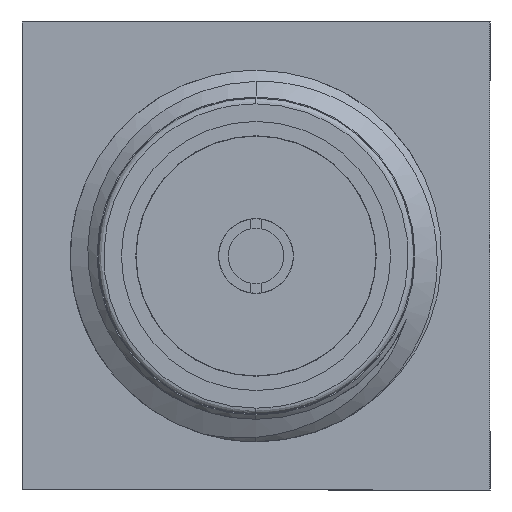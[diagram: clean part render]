
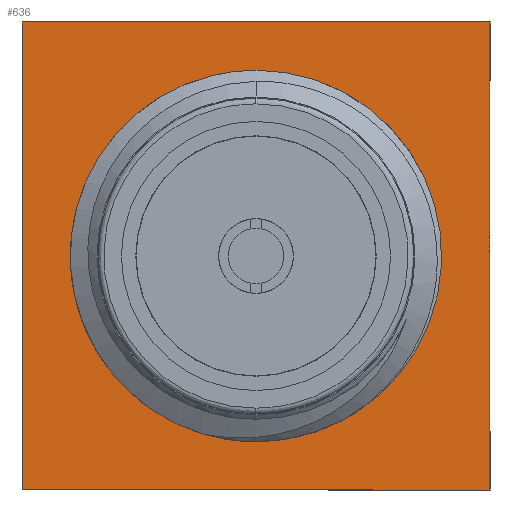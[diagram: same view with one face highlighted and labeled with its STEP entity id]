
A CAD part, left-side view. The second image highlights one B-rep face of the part: STEP entity #636.
In plain terms, the highlighted planar face has unit normal (-1, 0, 0).
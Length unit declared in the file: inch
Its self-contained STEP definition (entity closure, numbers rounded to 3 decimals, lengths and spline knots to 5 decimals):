
#185 = VECTOR ( 'NONE', #2350, 39.37008 ) ;
#257 = LINE ( 'NONE', #976, #2560 ) ;
#330 = DIRECTION ( 'NONE',  ( 0., 0., -1. ) ) ;
#334 = FACE_BOUND ( 'NONE', #912, .T. ) ;
#504 = CARTESIAN_POINT ( 'NONE',  ( 0.31024, -0.15748, 0.15748 ) ) ;
#562 = ORIENTED_EDGE ( 'NONE', *, *, #3028, .T. ) ;
#586 = VERTEX_POINT ( 'NONE', #849 ) ;
#598 = CARTESIAN_POINT ( 'NONE',  ( 0.31024, 0., -0.1063 ) ) ;
#636 = ADVANCED_FACE ( 'NONE', ( #334, #947 ), #2172, .T. ) ;
#686 = EDGE_CURVE ( 'NONE', #3456, #1293, #1438, .T. ) ;
#723 = CIRCLE ( 'NONE', #1223, 0.1063 ) ;
#739 = DIRECTION ( 'NONE',  ( 0., 0., -1. ) ) ;
#746 = CARTESIAN_POINT ( 'NONE',  ( 0.31024, 0.15748, 0.15748 ) ) ;
#801 = EDGE_CURVE ( 'NONE', #3153, #3422, #1406, .T. ) ;
#849 = CARTESIAN_POINT ( 'NONE',  ( 0.31024, 0.15748, -0.15748 ) ) ;
#912 = EDGE_LOOP ( 'NONE', ( #2348, #2964 ) ) ;
#947 = FACE_OUTER_BOUND ( 'NONE', #2128, .T. ) ;
#959 = CARTESIAN_POINT ( 'NONE',  ( 0.31024, 0., 0.1063 ) ) ;
#976 = CARTESIAN_POINT ( 'NONE',  ( 0.31024, 0.15748, 0.15748 ) ) ;
#1049 = ORIENTED_EDGE ( 'NONE', *, *, #801, .T. ) ;
#1102 = DIRECTION ( 'NONE',  ( 0., 1., 0. ) ) ;
#1155 = VECTOR ( 'NONE', #3165, 39.37008 ) ;
#1175 = EDGE_CURVE ( 'NONE', #3422, #586, #257, .T. ) ;
#1223 = AXIS2_PLACEMENT_3D ( 'NONE', #3414, #3377, #739 ) ;
#1293 = VERTEX_POINT ( 'NONE', #959 ) ;
#1391 = EDGE_CURVE ( 'NONE', #1293, #3456, #723, .T. ) ;
#1406 = LINE ( 'NONE', #746, #2051 ) ;
#1438 = CIRCLE ( 'NONE', #3221, 0.1063 ) ;
#1522 = EDGE_CURVE ( 'NONE', #3601, #3153, #1990, .T. ) ;
#1744 = AXIS2_PLACEMENT_3D ( 'NONE', #2405, #3292, #3576 ) ;
#1879 = DIRECTION ( 'NONE',  ( 1., 0., 0. ) ) ;
#1951 = LINE ( 'NONE', #3280, #185 ) ;
#1990 = LINE ( 'NONE', #504, #1155 ) ;
#2051 = VECTOR ( 'NONE', #1102, 39.37008 ) ;
#2113 = CARTESIAN_POINT ( 'NONE',  ( 0.31024, 0., 0. ) ) ;
#2128 = EDGE_LOOP ( 'NONE', ( #562, #3651, #1049, #2790 ) ) ;
#2172 = PLANE ( 'NONE',  #1744 ) ;
#2348 = ORIENTED_EDGE ( 'NONE', *, *, #686, .T. ) ;
#2350 = DIRECTION ( 'NONE',  ( 0., -1., 0. ) ) ;
#2405 = CARTESIAN_POINT ( 'NONE',  ( 0.31024, 0., 0. ) ) ;
#2560 = VECTOR ( 'NONE', #330, 39.37008 ) ;
#2634 = CARTESIAN_POINT ( 'NONE',  ( 0.31024, 0.15748, 0.15748 ) ) ;
#2790 = ORIENTED_EDGE ( 'NONE', *, *, #1175, .T. ) ;
#2964 = ORIENTED_EDGE ( 'NONE', *, *, #1391, .T. ) ;
#3028 = EDGE_CURVE ( 'NONE', #586, #3601, #1951, .T. ) ;
#3073 = CARTESIAN_POINT ( 'NONE',  ( 0.31024, -0.15748, 0.15748 ) ) ;
#3153 = VERTEX_POINT ( 'NONE', #3073 ) ;
#3165 = DIRECTION ( 'NONE',  ( 0., 0., 1. ) ) ;
#3221 = AXIS2_PLACEMENT_3D ( 'NONE', #2113, #1879, #3590 ) ;
#3280 = CARTESIAN_POINT ( 'NONE',  ( 0.31024, 0.15748, -0.15748 ) ) ;
#3292 = DIRECTION ( 'NONE',  ( -1., 0., 0. ) ) ;
#3377 = DIRECTION ( 'NONE',  ( 1., 0., 0. ) ) ;
#3404 = CARTESIAN_POINT ( 'NONE',  ( 0.31024, -0.15748, -0.15748 ) ) ;
#3414 = CARTESIAN_POINT ( 'NONE',  ( 0.31024, 0., 0. ) ) ;
#3422 = VERTEX_POINT ( 'NONE', #2634 ) ;
#3456 = VERTEX_POINT ( 'NONE', #598 ) ;
#3576 = DIRECTION ( 'NONE',  ( 0., 0., 1. ) ) ;
#3590 = DIRECTION ( 'NONE',  ( 0., 0., -1. ) ) ;
#3601 = VERTEX_POINT ( 'NONE', #3404 ) ;
#3651 = ORIENTED_EDGE ( 'NONE', *, *, #1522, .T. ) ;
